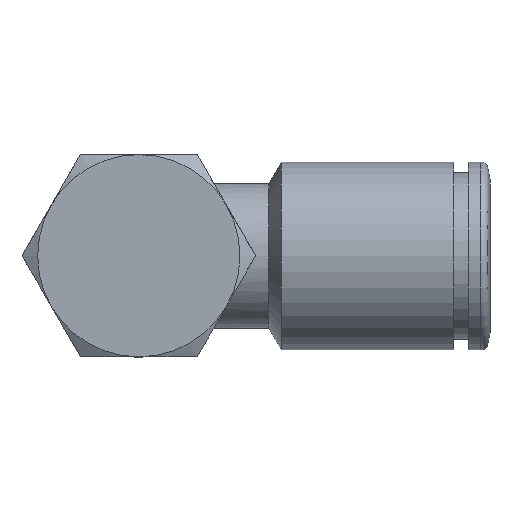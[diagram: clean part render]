
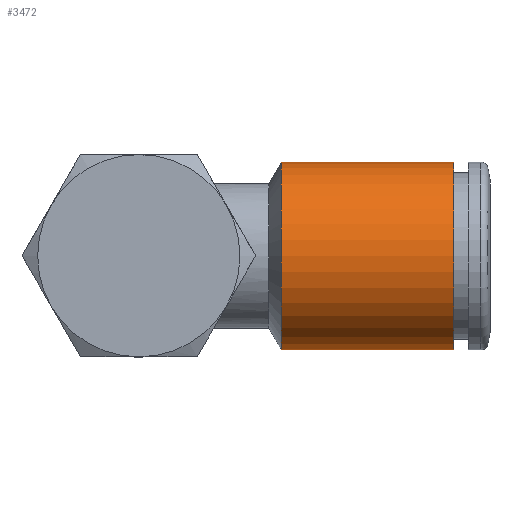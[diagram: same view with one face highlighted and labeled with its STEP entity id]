
A CAD part, top view. The second image highlights one B-rep face of the part: STEP entity #3472.
In plain terms, the highlighted cylindrical face has radius 6.5 mm (diameter 13 mm), a full revolution.
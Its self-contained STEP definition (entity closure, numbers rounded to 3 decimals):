
#908=CYLINDRICAL_SURFACE('',#3348,6.5);
#963=ORIENTED_EDGE('',*,*,#1208,.T.);
#964=ORIENTED_EDGE('',*,*,#1209,.F.);
#1091=CIRCLE('',#3347,6.5);
#1092=CIRCLE('',#3349,6.5);
#1143=VERTEX_POINT('',#3163);
#1144=VERTEX_POINT('',#3166);
#1208=EDGE_CURVE('',#1143,#1143,#1091,.T.);
#1209=EDGE_CURVE('',#1144,#1144,#1092,.T.);
#1306=EDGE_LOOP('',(#963));
#1307=EDGE_LOOP('',(#964));
#1412=FACE_BOUND('',#1306,.T.);
#1413=FACE_BOUND('',#1307,.T.);
#1569=DIRECTION('',(0.,1.,0.));
#1570=DIRECTION('',(6.5,0.,0.));
#1571=DIRECTION('',(0.,1.,0.));
#1572=DIRECTION('',(1.,0.,0.));
#1573=DIRECTION('',(0.,1.,0.));
#1574=DIRECTION('',(6.5,0.,0.));
#3163=CARTESIAN_POINT('',(36.856,21.837,0.));
#3164=CARTESIAN_POINT('',(30.356,21.837,0.));
#3165=CARTESIAN_POINT('',(30.356,21.837,0.));
#3166=CARTESIAN_POINT('',(36.856,33.771,0.));
#3167=CARTESIAN_POINT('',(30.356,33.771,0.));
#3347=AXIS2_PLACEMENT_3D('',#3164,#1569,#1570);
#3348=AXIS2_PLACEMENT_3D('',#3165,#1571,#1572);
#3349=AXIS2_PLACEMENT_3D('',#3167,#1573,#1574);
#3472=ADVANCED_FACE('',(#1412,#1413),#908,.T.);
